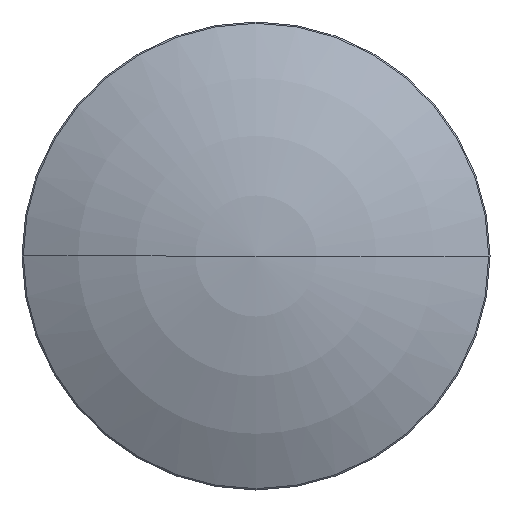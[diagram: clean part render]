
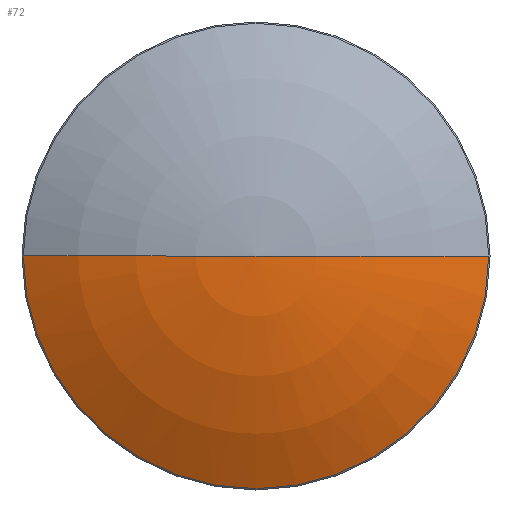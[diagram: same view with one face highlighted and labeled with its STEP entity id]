
A CAD part, left-side view. The second image highlights one B-rep face of the part: STEP entity #72.
In plain terms, the highlighted toroidal (fillet/blend) face has major radius 0.162 mm and minor radius 52.6 mm.
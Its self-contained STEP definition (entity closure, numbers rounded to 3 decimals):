
#12 = ORIENTED_EDGE ( 'NONE', *, *, #115, .F. ) ;
#55 = VERTEX_POINT ( 'NONE', #220 ) ;
#56 = VERTEX_POINT ( 'NONE', #217 ) ;
#72 = ADVANCED_FACE ( 'NONE', ( #329 ), #271, .T. ) ;
#108 = ORIENTED_EDGE ( 'NONE', *, *, #114, .T. ) ;
#114 = EDGE_CURVE ( 'NONE', #55, #116, #357, .T. ) ;
#115 = EDGE_CURVE ( 'NONE', #56, #116, #352, .T. ) ;
#116 = VERTEX_POINT ( 'NONE', #347 ) ;
#117 = EDGE_LOOP ( 'NONE', ( #12, #133, #108 ) ) ;
#133 = ORIENTED_EDGE ( 'NONE', *, *, #134, .T. ) ;
#134 = EDGE_CURVE ( 'NONE', #56, #55, #419, .T. ) ;
#217 = CARTESIAN_POINT ( 'NONE',  ( -1.25, 25.259, 0. ) ) ;
#220 = CARTESIAN_POINT ( 'NONE',  ( -1.25, -25.259, 0. ) ) ;
#270 = CARTESIAN_POINT ( 'NONE',  ( 44.8, 0., 0. ) ) ;
#271 = TOROIDAL_SURFACE ( 'NONE', #343, -0.161, 52.6 ) ;
#329 = FACE_OUTER_BOUND ( 'NONE', #117, .T. ) ;
#341 = DIRECTION ( 'NONE',  ( 0., -1., 0. ) ) ;
#342 = DIRECTION ( 'NONE',  ( -1., 0., 0. ) ) ;
#343 = AXIS2_PLACEMENT_3D ( 'NONE', #270, #342, #341 ) ;
#347 = CARTESIAN_POINT ( 'NONE',  ( -7.8, 0., 0. ) ) ;
#348 = DIRECTION ( 'NONE',  ( 0., -1., 0. ) ) ;
#349 = DIRECTION ( 'NONE',  ( 0., 0., 1. ) ) ;
#350 = CARTESIAN_POINT ( 'NONE',  ( 44.8, -0.161, 0. ) ) ;
#351 = AXIS2_PLACEMENT_3D ( 'NONE', #350, #349, #348 ) ;
#352 = CIRCLE ( 'NONE', #351, 52.6 ) ;
#353 = DIRECTION ( 'NONE',  ( -1., 0., 0. ) ) ;
#354 = DIRECTION ( 'NONE',  ( 0., 0., -1. ) ) ;
#355 = CARTESIAN_POINT ( 'NONE',  ( 44.8, 0.161, 0. ) ) ;
#356 = AXIS2_PLACEMENT_3D ( 'NONE', #355, #354, #353 ) ;
#357 = CIRCLE ( 'NONE', #356, 52.6 ) ;
#419 = CIRCLE ( 'NONE', #437, 25.259 ) ;
#421 = DIRECTION ( 'NONE',  ( 0., -1., 0. ) ) ;
#433 = DIRECTION ( 'NONE',  ( -1., 0., 0. ) ) ;
#437 = AXIS2_PLACEMENT_3D ( 'NONE', #438, #433, #421 ) ;
#438 = CARTESIAN_POINT ( 'NONE',  ( -1.25, 0., 0. ) ) ;
